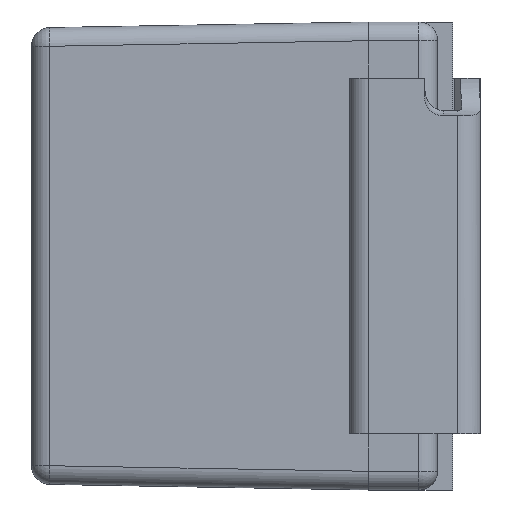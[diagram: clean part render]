
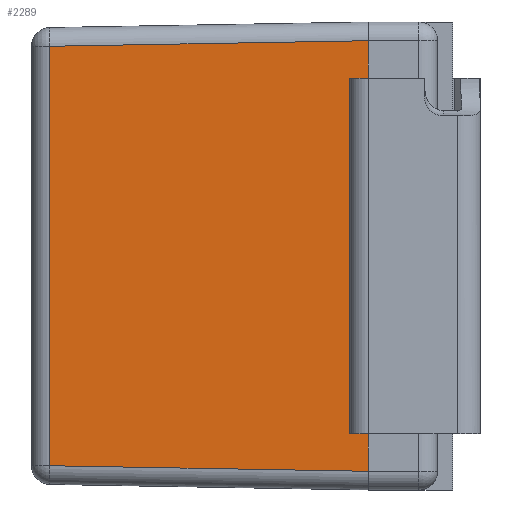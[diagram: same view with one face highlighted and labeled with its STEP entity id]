
A CAD part, left-side view. The second image highlights one B-rep face of the part: STEP entity #2289.
In plain terms, the highlighted planar face has unit normal (-1, 0.018, 0).
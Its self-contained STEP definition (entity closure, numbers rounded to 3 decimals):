
#47 = VERTEX_POINT ( 'NONE', #838 ) ;
#75 = VERTEX_POINT ( 'NONE', #850 ) ;
#77 = EDGE_LOOP ( 'NONE', ( #796, #927, #2376, #1595, #567, #2357, #957, #1713 ) ) ;
#121 = VECTOR ( 'NONE', #1205, 1000. ) ;
#170 = CARTESIAN_POINT ( 'NONE',  ( -1.57, 2.302, 1.12 ) ) ;
#190 = VERTEX_POINT ( 'NONE', #170 ) ;
#193 = CARTESIAN_POINT ( 'NONE',  ( -1.599, 0.642, 1.149 ) ) ;
#205 = EDGE_CURVE ( 'NONE', #1867, #75, #1240, .T. ) ;
#275 = CARTESIAN_POINT ( 'NONE',  ( -1.57, 2.302, -1.219 ) ) ;
#333 = DIRECTION ( 'NONE',  ( 0., 0., 1. ) ) ;
#350 = EDGE_CURVE ( 'NONE', #1561, #1519, #1536, .T. ) ;
#400 = VECTOR ( 'NONE', #2070, 1000. ) ;
#477 = VERTEX_POINT ( 'NONE', #807 ) ;
#496 = LINE ( 'NONE', #1535, #673 ) ;
#533 = EDGE_CURVE ( 'NONE', #1507, #477, #1102, .T. ) ;
#549 = LINE ( 'NONE', #1759, #121 ) ;
#567 = ORIENTED_EDGE ( 'NONE', *, *, #205, .T. ) ;
#575 = LINE ( 'NONE', #193, #1238 ) ;
#627 = VECTOR ( 'NONE', #1170, 1000. ) ;
#630 = VECTOR ( 'NONE', #1209, 1000. ) ;
#673 = VECTOR ( 'NONE', #1365, 1000. ) ;
#702 = VECTOR ( 'NONE', #1228, 1000. ) ;
#782 = CARTESIAN_POINT ( 'NONE',  ( -1.6, 0.598, -1.15 ) ) ;
#796 = ORIENTED_EDGE ( 'NONE', *, *, #1140, .T. ) ;
#807 = CARTESIAN_POINT ( 'NONE',  ( -1.6, 0.6, -1.15 ) ) ;
#808 = FACE_OUTER_BOUND ( 'NONE', #77, .T. ) ;
#838 = CARTESIAN_POINT ( 'NONE',  ( -1.6, 0.6, -0.95 ) ) ;
#850 = CARTESIAN_POINT ( 'NONE',  ( -1.6, 0.6, 1.15 ) ) ;
#927 = ORIENTED_EDGE ( 'NONE', *, *, #2224, .T. ) ;
#957 = ORIENTED_EDGE ( 'NONE', *, *, #1721, .T. ) ;
#1067 = CARTESIAN_POINT ( 'NONE',  ( -1.6, 0.6, -1.25 ) ) ;
#1102 = LINE ( 'NONE', #782, #630 ) ;
#1140 = EDGE_CURVE ( 'NONE', #477, #47, #1695, .T. ) ;
#1170 = DIRECTION ( 'NONE',  ( 0., 0., 1. ) ) ;
#1205 = DIRECTION ( 'NONE',  ( 0.017, 1., 0. ) ) ;
#1209 = DIRECTION ( 'NONE',  ( -0.017, -1., -0.017 ) ) ;
#1228 = DIRECTION ( 'NONE',  ( 0., 0., -1. ) ) ;
#1238 = VECTOR ( 'NONE', #1258, 1000. ) ;
#1240 = LINE ( 'NONE', #1826, #1316 ) ;
#1258 = DIRECTION ( 'NONE',  ( 0.017, 1., -0.017 ) ) ;
#1271 = CARTESIAN_POINT ( 'NONE',  ( -1.6, 0.6, 0.95 ) ) ;
#1307 = CARTESIAN_POINT ( 'NONE',  ( -1.598, 0.7, 0.95 ) ) ;
#1316 = VECTOR ( 'NONE', #333, 1000. ) ;
#1319 = CARTESIAN_POINT ( 'NONE',  ( -1.57, 2.302, -1.12 ) ) ;
#1365 = DIRECTION ( 'NONE',  ( -0.017, -1., 0. ) ) ;
#1442 = CARTESIAN_POINT ( 'NONE',  ( -1.598, 0.7, -1.25 ) ) ;
#1444 = DIRECTION ( 'NONE',  ( -1., 0.017, 0. ) ) ;
#1507 = VERTEX_POINT ( 'NONE', #1319 ) ;
#1519 = VERTEX_POINT ( 'NONE', #1307 ) ;
#1535 = CARTESIAN_POINT ( 'NONE',  ( -1.6, 0.6, 0.95 ) ) ;
#1536 = LINE ( 'NONE', #1442, #400 ) ;
#1561 = VERTEX_POINT ( 'NONE', #1903 ) ;
#1595 = ORIENTED_EDGE ( 'NONE', *, *, #1644, .T. ) ;
#1627 = PLANE ( 'NONE',  #1888 ) ;
#1644 = EDGE_CURVE ( 'NONE', #1519, #1867, #496, .T. ) ;
#1695 = LINE ( 'NONE', #1935, #627 ) ;
#1713 = ORIENTED_EDGE ( 'NONE', *, *, #533, .T. ) ;
#1721 = EDGE_CURVE ( 'NONE', #190, #1507, #1887, .T. ) ;
#1759 = CARTESIAN_POINT ( 'NONE',  ( -1.6, 0.6, -0.95 ) ) ;
#1826 = CARTESIAN_POINT ( 'NONE',  ( -1.6, 0.6, -1.25 ) ) ;
#1867 = VERTEX_POINT ( 'NONE', #1271 ) ;
#1887 = LINE ( 'NONE', #275, #702 ) ;
#1888 = AXIS2_PLACEMENT_3D ( 'NONE', #1067, #1444, #2203 ) ;
#1903 = CARTESIAN_POINT ( 'NONE',  ( -1.598, 0.7, -0.95 ) ) ;
#1935 = CARTESIAN_POINT ( 'NONE',  ( -1.6, 0.6, -1.25 ) ) ;
#2070 = DIRECTION ( 'NONE',  ( 0., 0., 1. ) ) ;
#2203 = DIRECTION ( 'NONE',  ( -0.017, -1., 0. ) ) ;
#2224 = EDGE_CURVE ( 'NONE', #47, #1561, #549, .T. ) ;
#2289 = ADVANCED_FACE ( 'NONE', ( #808 ), #1627, .T. ) ;
#2357 = ORIENTED_EDGE ( 'NONE', *, *, #2368, .T. ) ;
#2368 = EDGE_CURVE ( 'NONE', #75, #190, #575, .T. ) ;
#2376 = ORIENTED_EDGE ( 'NONE', *, *, #350, .T. ) ;
